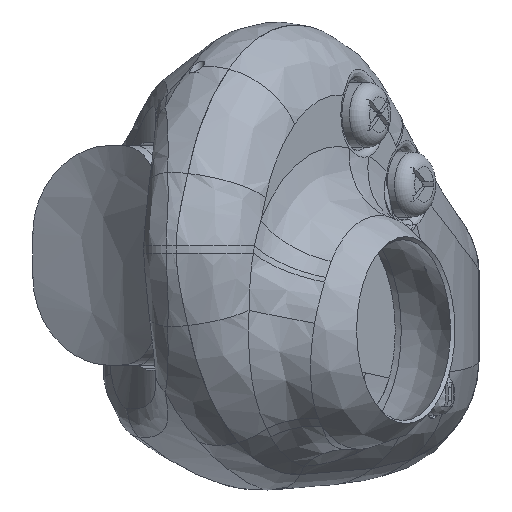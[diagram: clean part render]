
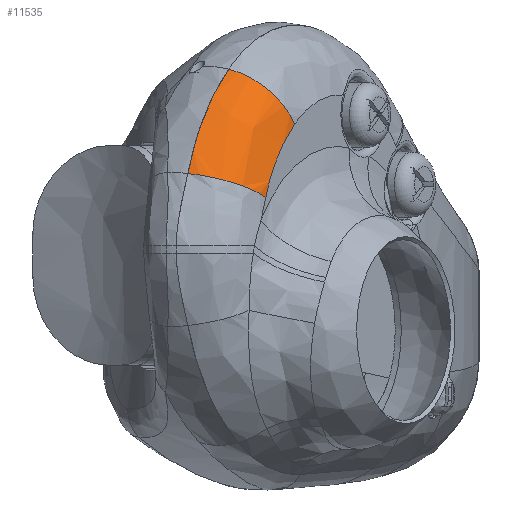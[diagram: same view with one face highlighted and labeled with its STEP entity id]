
A CAD part, top view. The second image highlights one B-rep face of the part: STEP entity #11535.
In plain terms, the highlighted free-form (B-spline) face has degree [3, 3] with [6, 5] control points.
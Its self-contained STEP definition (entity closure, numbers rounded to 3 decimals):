
#119=ELLIPSE('',#12450,26.46,22.5);
#290=B_SPLINE_SURFACE_WITH_KNOTS('',3,3,((#25019,#25020,#25021,#25022,#25023),
(#25024,#25025,#25026,#25027,#25028),(#25029,#25030,#25031,#25032,#25033),
(#25034,#25035,#25036,#25037,#25038),(#25039,#25040,#25041,#25042,#25043),
(#25044,#25045,#25046,#25047,#25048)),.UNSPECIFIED.,.F.,.F.,.F.,(4,1,1,
4),(4,1,4),(0.,0.281,0.468,0.655),(-0.833,
-0.604,-0.3),.UNSPECIFIED.);
#748=B_SPLINE_CURVE_WITH_KNOTS('',3,(#24520,#24521,#24522,#24523,#24524,
#24525),.UNSPECIFIED.,.F.,.F.,(4,2,4),(-1.808,-0.901,
0.),.UNSPECIFIED.);
#3204=FACE_OUTER_BOUND('',#3882,.T.);
#3882=EDGE_LOOP('',(#9634,#9635,#9636,#9637));
#4334=CIRCLE('',#12449,10.);
#4335=CIRCLE('',#12451,10.);
#5139=VERTEX_POINT('',#24510);
#5140=VERTEX_POINT('',#24519);
#5204=VERTEX_POINT('',#24997);
#5207=VERTEX_POINT('',#25049);
#6650=EDGE_CURVE('',#5140,#5139,#748,.T.);
#6737=EDGE_CURVE('',#5140,#5204,#4334,.T.);
#6741=EDGE_CURVE('',#5204,#5207,#119,.T.);
#6742=EDGE_CURVE('',#5207,#5139,#4335,.T.);
#9634=ORIENTED_EDGE('',*,*,#6741,.F.);
#9635=ORIENTED_EDGE('',*,*,#6737,.F.);
#9636=ORIENTED_EDGE('',*,*,#6650,.T.);
#9637=ORIENTED_EDGE('',*,*,#6742,.F.);
#11535=ADVANCED_FACE('',(#3204),#290,.T.);
#12449=AXIS2_PLACEMENT_3D('',#24998,#14341,#14342);
#12450=AXIS2_PLACEMENT_3D('',#25050,#14343,#14344);
#12451=AXIS2_PLACEMENT_3D('',#25051,#14345,#14346);
#14341=DIRECTION('center_axis',(0.416,-0.611,0.673));
#14342=DIRECTION('ref_axis',(-0.602,-0.74,-0.301));
#14343=DIRECTION('center_axis',(0.851,0.,-0.525));
#14344=DIRECTION('ref_axis',(-0.525,0.,-0.851));
#14345=DIRECTION('center_axis',(-0.179,0.94,-0.291));
#14346=DIRECTION('ref_axis',(0.851,0.,-0.525));
#24510=CARTESIAN_POINT('',(-18.844,-33.398,-121.229));
#24519=CARTESIAN_POINT('',(-13.266,-47.7,-112.192));
#24520=CARTESIAN_POINT('Ctrl Pts',(-13.266,-47.7,
-112.192));
#24521=CARTESIAN_POINT('Ctrl Pts',(-14.524,-45.849,
-114.23));
#24522=CARTESIAN_POINT('Ctrl Pts',(-15.651,-43.695,
-116.056));
#24523=CARTESIAN_POINT('Ctrl Pts',(-17.546,-38.865,
-119.126));
#24524=CARTESIAN_POINT('Ctrl Pts',(-18.305,-36.22,
-120.356));
#24525=CARTESIAN_POINT('Ctrl Pts',(-18.844,-33.398,-121.229));
#24997=CARTESIAN_POINT('',(-4.246,-40.151,-110.905));
#24998=CARTESIAN_POINT('Origin',(-12.756,-40.151,-105.653));
#25019=CARTESIAN_POINT('Ctrl Pts',(-4.246,-40.151,
-110.905));
#25020=CARTESIAN_POINT('Ctrl Pts',(-5.03,-38.998,
-112.175));
#25021=CARTESIAN_POINT('Ctrl Pts',(-6.668,-35.967,
-114.83));
#25022=CARTESIAN_POINT('Ctrl Pts',(-7.761,-32.326,
-116.6));
#25023=CARTESIAN_POINT('Ctrl Pts',(-8.178,-30.141,
-117.275));
#25024=CARTESIAN_POINT('Ctrl Pts',(-4.827,-41.583,
-111.846));
#25025=CARTESIAN_POINT('Ctrl Pts',(-5.676,-40.371,
-113.222));
#25026=CARTESIAN_POINT('Ctrl Pts',(-7.465,-37.155,
-116.121));
#25027=CARTESIAN_POINT('Ctrl Pts',(-8.681,-33.204,
-118.09));
#25028=CARTESIAN_POINT('Ctrl Pts',(-9.147,-30.811,
-118.846));
#25029=CARTESIAN_POINT('Ctrl Pts',(-6.508,-43.964,
-112.971));
#25030=CARTESIAN_POINT('Ctrl Pts',(-7.49,-42.655,
-114.508));
#25031=CARTESIAN_POINT('Ctrl Pts',(-9.582,-39.13,
-117.78));
#25032=CARTESIAN_POINT('Ctrl Pts',(-11.042,-34.664,
-120.057));
#25033=CARTESIAN_POINT('Ctrl Pts',(-11.605,-31.926,-120.935));
#25034=CARTESIAN_POINT('Ctrl Pts',(-9.961,-46.508,
-113.15));
#25035=CARTESIAN_POINT('Ctrl Pts',(-11.122,-45.069,
-114.812));
#25036=CARTESIAN_POINT('Ctrl Pts',(-13.611,-41.167,
-118.369));
#25037=CARTESIAN_POINT('Ctrl Pts',(-15.369,-36.147,
-120.871));
#25038=CARTESIAN_POINT('Ctrl Pts',(-16.049,-33.053,
-121.838));
#25039=CARTESIAN_POINT('Ctrl Pts',(-12.171,-47.414,
-112.608));
#25040=CARTESIAN_POINT('Ctrl Pts',(-13.41,-45.908,
-114.288));
#25041=CARTESIAN_POINT('Ctrl Pts',(-16.062,-41.833,-117.876));
#25042=CARTESIAN_POINT('Ctrl Pts',(-17.928,-36.613,
-120.391));
#25043=CARTESIAN_POINT('Ctrl Pts',(-18.649,-33.402,
-121.363));
#25044=CARTESIAN_POINT('Ctrl Pts',(-13.266,-47.7,
-112.192));
#25045=CARTESIAN_POINT('Ctrl Pts',(-14.533,-46.164,
-113.866));
#25046=CARTESIAN_POINT('Ctrl Pts',(-17.239,-42.016,
-117.437));
#25047=CARTESIAN_POINT('Ctrl Pts',(-19.135,-36.732,
-119.931));
#25048=CARTESIAN_POINT('Ctrl Pts',(-19.867,-33.489,-120.893));
#25049=CARTESIAN_POINT('',(-8.178,-30.141,-117.275));
#25050=CARTESIAN_POINT('Origin',(5.1,-23.5,-95.761));
#25051=CARTESIAN_POINT('Origin',(-16.687,-30.141,-112.023));
